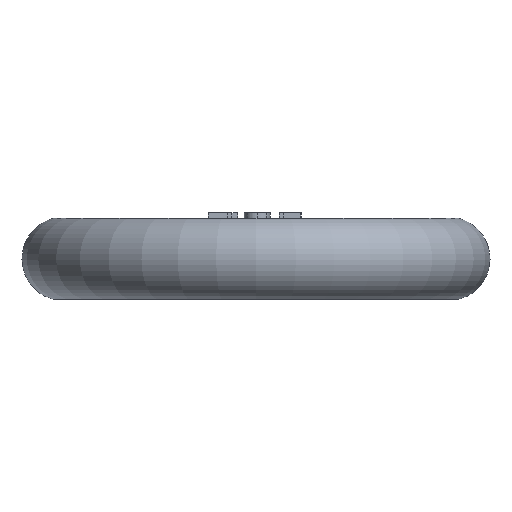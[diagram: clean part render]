
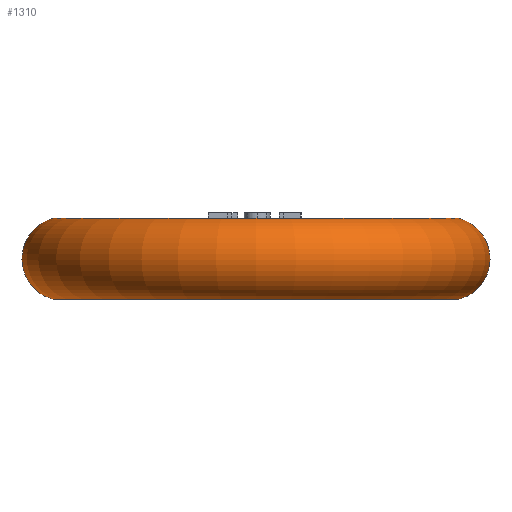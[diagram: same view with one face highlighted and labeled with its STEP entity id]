
A CAD part, front view. The second image highlights one B-rep face of the part: STEP entity #1310.
In plain terms, the highlighted toroidal (fillet/blend) face has major radius 23.714 mm and minor radius 5.163 mm.
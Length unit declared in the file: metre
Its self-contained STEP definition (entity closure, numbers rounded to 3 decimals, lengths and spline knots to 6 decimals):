
#17=TOROIDAL_SURFACE('',#1403,0.023714,0.005163);
#83=B_SPLINE_CURVE_WITH_KNOTS('',3,(#2358,#2359,#2360,#2361,#2362,#2363,
#2364),.UNSPECIFIED.,.F.,.F.,(4,1,1,1,4),(0.000071,0.003455,
0.006839,0.010222,0.013606),
 .UNSPECIFIED.);
#84=B_SPLINE_CURVE_WITH_KNOTS('',3,(#2366,#2367,#2368,#2369,#2370,#2371,
#2372),.UNSPECIFIED.,.F.,.F.,(4,1,1,1,4),(0.,0.003391,0.006782,
0.010174,0.013565),.UNSPECIFIED.);
#344=CIRCLE('',#1359,0.025);
#358=CIRCLE('',#1391,0.025);
#702=ORIENTED_EDGE('',*,*,#903,.F.);
#703=ORIENTED_EDGE('',*,*,#792,.F.);
#704=ORIENTED_EDGE('',*,*,#902,.T.);
#705=ORIENTED_EDGE('',*,*,#865,.T.);
#792=EDGE_CURVE('',#957,#958,#344,.T.);
#865=EDGE_CURVE('',#1013,#1012,#358,.T.);
#902=EDGE_CURVE('',#957,#1013,#83,.T.);
#903=EDGE_CURVE('',#958,#1012,#84,.T.);
#957=VERTEX_POINT('',#1841);
#958=VERTEX_POINT('',#1843);
#1012=VERTEX_POINT('',#2066);
#1013=VERTEX_POINT('',#2068);
#1123=EDGE_LOOP('',(#702,#703,#704,#705));
#1222=FACE_BOUND('',#1123,.T.);
#1310=ADVANCED_FACE('',(#1222),#17,.T.);
#1359=AXIS2_PLACEMENT_3D('',#1842,#1514,#1515);
#1391=AXIS2_PLACEMENT_3D('',#2067,#1620,#1621);
#1403=AXIS2_PLACEMENT_3D('',#2365,#1660,#1661);
#1514=DIRECTION('',(0.,0.,1.));
#1515=DIRECTION('',(1.,0.,0.));
#1620=DIRECTION('',(0.,0.,1.));
#1621=DIRECTION('',(1.,0.,0.));
#1660=DIRECTION('',(0.,0.,1.));
#1661=DIRECTION('',(1.,0.,0.));
#1841=CARTESIAN_POINT('',(-0.02,0.015,0.01));
#1842=CARTESIAN_POINT('',(0.,0.,0.01));
#1843=CARTESIAN_POINT('',(0.02,0.015,0.01));
#2066=CARTESIAN_POINT('',(0.02,0.015,0.));
#2067=CARTESIAN_POINT('',(0.,0.,0.));
#2068=CARTESIAN_POINT('',(-0.02,0.015,0.));
#2358=CARTESIAN_POINT('',(-0.02,0.015,0.01));
#2359=CARTESIAN_POINT('',(-0.020937,0.015595,0.009715));
#2360=CARTESIAN_POINT('',(-0.022611,0.016667,0.008409));
#2361=CARTESIAN_POINT('',(-0.023603,0.017304,0.005007));
#2362=CARTESIAN_POINT('',(-0.022624,0.016676,0.001607));
#2363=CARTESIAN_POINT('',(-0.020937,0.015595,0.000285));
#2364=CARTESIAN_POINT('',(-0.02,0.015,0.));
#2365=CARTESIAN_POINT('',(0.,0.,0.005));
#2366=CARTESIAN_POINT('',(0.02,0.015,0.01));
#2367=CARTESIAN_POINT('',(0.020938,0.015596,0.009715));
#2368=CARTESIAN_POINT('',(0.022612,0.016668,0.008407));
#2369=CARTESIAN_POINT('',(0.023604,0.017305,0.005003));
#2370=CARTESIAN_POINT('',(0.022618,0.016672,0.0016));
#2371=CARTESIAN_POINT('',(0.020938,0.015596,0.000285));
#2372=CARTESIAN_POINT('',(0.02,0.015,0.));
